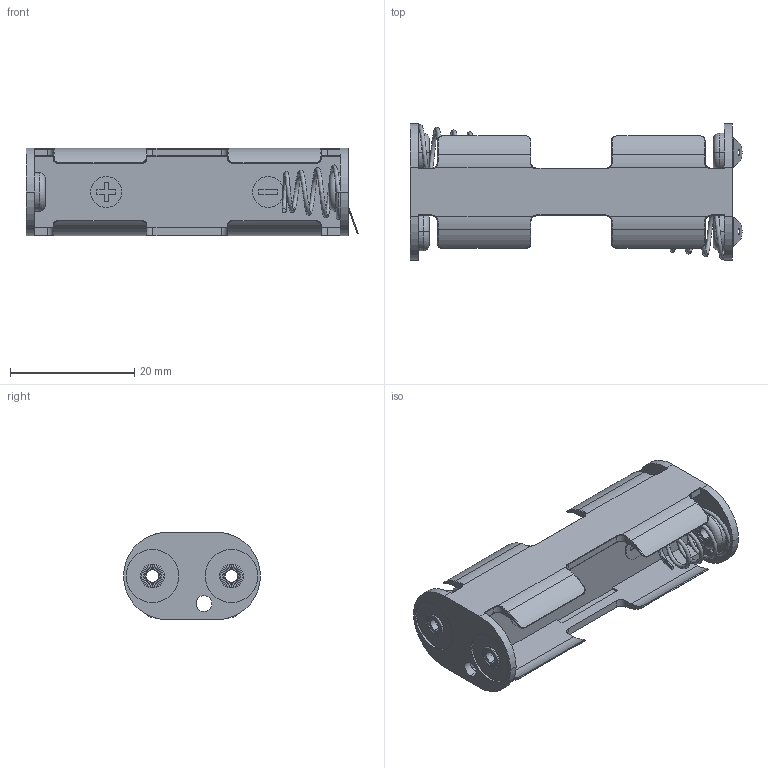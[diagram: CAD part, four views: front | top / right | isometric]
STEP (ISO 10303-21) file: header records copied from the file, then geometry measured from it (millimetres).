
FILE_DESCRIPTION (( 'STEP AP214' ), '1' );
FILE_NAME ('BC22AAAL.STEP', '2019-11-22T17:27:09', ( '' ), ( '' ), 'SwSTEP 2.0', 'SolidWorks 2016', '' );
FILE_SCHEMA (( 'AUTOMOTIVE_DESIGN' ));
Length unit declared in the file: millimetre
Products named in the file (1): BC22AAAL
Bounding box: 53.34 x 22 x 14 mm (x, y, z)
Volume: 3091.6 mm3; surface area: 6228.1 mm2
Topology: 5 solids, 5 shells, 490 faces, 1193 edges, 739 vertices
Faces by surface type: cylinder 189, plane 149, torus 112, bspline 40
Entity records: 19004 total; most frequent: CARTESIAN_POINT 7373, DIRECTION 2536, ORIENTED_EDGE 2378, EDGE_CURVE 1189, AXIS2_PLACEMENT_3D 1032, VERTEX_POINT 737, CIRCLE 583, EDGE_LOOP 540
